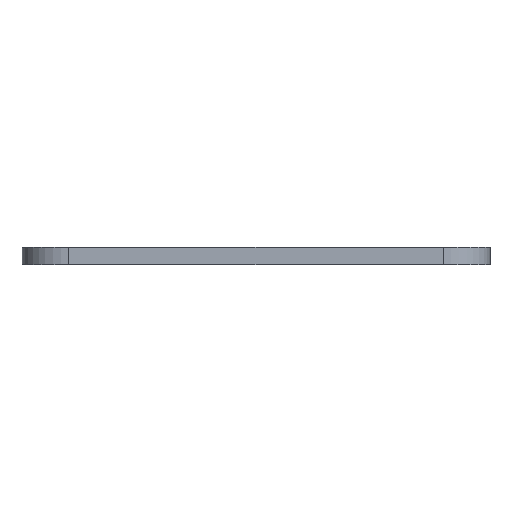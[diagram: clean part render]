
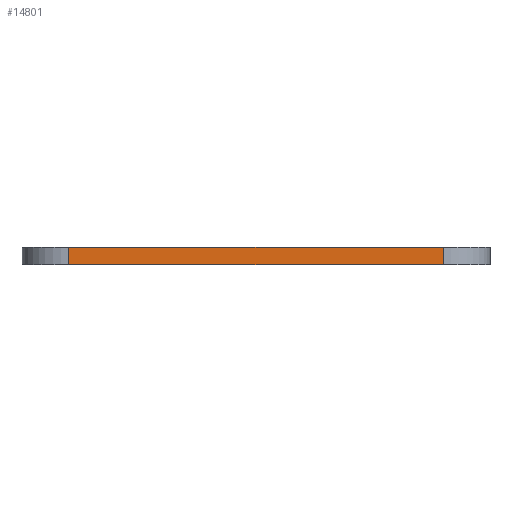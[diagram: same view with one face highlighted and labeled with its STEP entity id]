
A CAD part, left-side view. The second image highlights one B-rep face of the part: STEP entity #14801.
In plain terms, the highlighted planar face has unit normal (-1, 0, 0).
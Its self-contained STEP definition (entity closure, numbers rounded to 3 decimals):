
#295 = DIRECTION ( 'NONE',  ( 0., 0., 1. ) ) ;
#2959 = CARTESIAN_POINT ( 'NONE',  ( -15.875, -15.875, -46.101 ) ) ;
#2971 = VERTEX_POINT ( 'NONE', #13996 ) ;
#3431 = EDGE_LOOP ( 'NONE', ( #16073, #16392, #13323, #7456 ) ) ;
#4216 = DIRECTION ( 'NONE',  ( 0., 0., 1. ) ) ;
#4503 = EDGE_CURVE ( 'NONE', #2971, #16622, #8425, .T. ) ;
#5277 = CARTESIAN_POINT ( 'NONE',  ( -15.875, -12.7, 0. ) ) ;
#5312 = LINE ( 'NONE', #11799, #13937 ) ;
#7213 = EDGE_CURVE ( 'NONE', #2971, #14580, #13026, .T. ) ;
#7456 = ORIENTED_EDGE ( 'NONE', *, *, #15628, .T. ) ;
#8381 = FACE_OUTER_BOUND ( 'NONE', #3431, .T. ) ;
#8425 = LINE ( 'NONE', #16350, #15178 ) ;
#9239 = VECTOR ( 'NONE', #9485, 1000. ) ;
#9241 = DIRECTION ( 'NONE',  ( 0., -1., 0. ) ) ;
#9485 = DIRECTION ( 'NONE',  ( 0., 1., 0. ) ) ;
#10361 = CARTESIAN_POINT ( 'NONE',  ( -15.875, 12.7, -1.2 ) ) ;
#10514 = LINE ( 'NONE', #17295, #15958 ) ;
#10901 = EDGE_CURVE ( 'NONE', #11281, #16622, #5312, .T. ) ;
#10958 = CARTESIAN_POINT ( 'NONE',  ( -15.875, -15.875, -1.2 ) ) ;
#11170 = AXIS2_PLACEMENT_3D ( 'NONE', #2959, #13753, #4216 ) ;
#11281 = VERTEX_POINT ( 'NONE', #13862 ) ;
#11799 = CARTESIAN_POINT ( 'NONE',  ( -15.875, -15.875, 0. ) ) ;
#11936 = DIRECTION ( 'NONE',  ( 0., 0., -1. ) ) ;
#13026 = LINE ( 'NONE', #10958, #9239 ) ;
#13323 = ORIENTED_EDGE ( 'NONE', *, *, #10901, .F. ) ;
#13753 = DIRECTION ( 'NONE',  ( -1., 0., 0. ) ) ;
#13862 = CARTESIAN_POINT ( 'NONE',  ( -15.875, 12.7, 0. ) ) ;
#13937 = VECTOR ( 'NONE', #9241, 1000. ) ;
#13996 = CARTESIAN_POINT ( 'NONE',  ( -15.875, -12.7, -1.2 ) ) ;
#14580 = VERTEX_POINT ( 'NONE', #10361 ) ;
#14801 = ADVANCED_FACE ( 'NONE', ( #8381 ), #14859, .T. ) ;
#14859 = PLANE ( 'NONE',  #11170 ) ;
#15178 = VECTOR ( 'NONE', #295, 1000. ) ;
#15628 = EDGE_CURVE ( 'NONE', #11281, #14580, #10514, .T. ) ;
#15958 = VECTOR ( 'NONE', #11936, 1000. ) ;
#16073 = ORIENTED_EDGE ( 'NONE', *, *, #7213, .F. ) ;
#16350 = CARTESIAN_POINT ( 'NONE',  ( -15.875, -12.7, -46.101 ) ) ;
#16392 = ORIENTED_EDGE ( 'NONE', *, *, #4503, .T. ) ;
#16622 = VERTEX_POINT ( 'NONE', #5277 ) ;
#17295 = CARTESIAN_POINT ( 'NONE',  ( -15.875, 12.7, -46.101 ) ) ;
